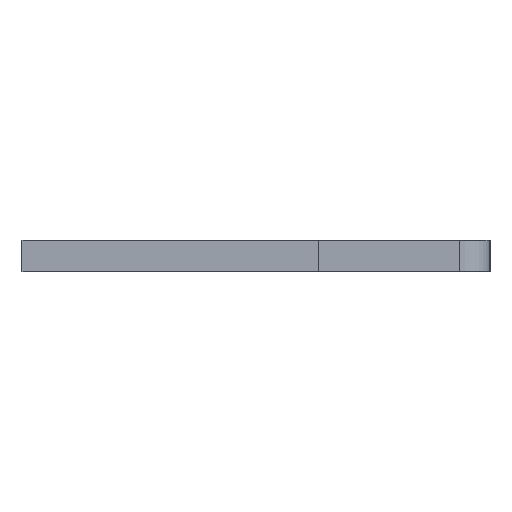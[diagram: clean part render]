
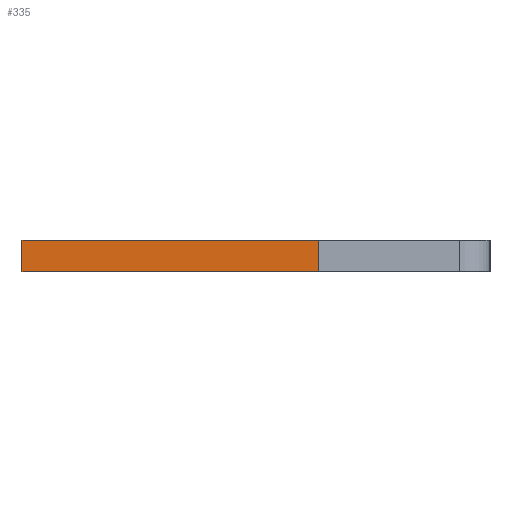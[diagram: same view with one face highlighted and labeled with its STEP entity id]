
A CAD part, left-side view. The second image highlights one B-rep face of the part: STEP entity #335.
In plain terms, the highlighted face is planar.
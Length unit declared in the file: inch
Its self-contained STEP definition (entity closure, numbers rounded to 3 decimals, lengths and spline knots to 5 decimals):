
#37 = EDGE_CURVE ( 'NONE', #510, #215, #638, .T. ) ;
#45 = ORIENTED_EDGE ( 'NONE', *, *, #594, .T. ) ;
#57 = VECTOR ( 'NONE', #944, 39.37008 ) ;
#61 = DIRECTION ( 'NONE',  ( 0., 1., 0. ) ) ;
#72 = VECTOR ( 'NONE', #61, 39.37008 ) ;
#73 = EDGE_CURVE ( 'NONE', #215, #692, #362, .T. ) ;
#102 = PLANE ( 'NONE',  #1214 ) ;
#106 = DIRECTION ( 'NONE',  ( 0., 1., 0. ) ) ;
#115 = ORIENTED_EDGE ( 'NONE', *, *, #37, .F. ) ;
#129 = CARTESIAN_POINT ( 'NONE',  ( 0.01, -0.04, -0.04 ) ) ;
#190 = DIRECTION ( 'NONE',  ( 1., 0., 0. ) ) ;
#215 = VERTEX_POINT ( 'NONE', #373 ) ;
#269 = CARTESIAN_POINT ( 'NONE',  ( 0.01, 0.15, -0.04 ) ) ;
#277 = CARTESIAN_POINT ( 'NONE',  ( 0.01, 0.15, -0.04 ) ) ;
#330 = CARTESIAN_POINT ( 'NONE',  ( -0.01, 0.15, -0.04 ) ) ;
#335 = ADVANCED_FACE ( 'NONE', ( #574 ), #102, .F. ) ;
#340 = CARTESIAN_POINT ( 'NONE',  ( -0.01, -0.04, -0.04 ) ) ;
#362 = LINE ( 'NONE', #277, #57 ) ;
#373 = CARTESIAN_POINT ( 'NONE',  ( 0.01, 0.15, -0.04 ) ) ;
#390 = DIRECTION ( 'NONE',  ( 0., 0., 1. ) ) ;
#398 = CARTESIAN_POINT ( 'NONE',  ( -0.01, 0.15, -0.04 ) ) ;
#432 = VECTOR ( 'NONE', #106, 39.37008 ) ;
#480 = EDGE_CURVE ( 'NONE', #1084, #692, #922, .T. ) ;
#510 = VERTEX_POINT ( 'NONE', #537 ) ;
#537 = CARTESIAN_POINT ( 'NONE',  ( 0.01, -0.04, -0.04 ) ) ;
#574 = FACE_OUTER_BOUND ( 'NONE', #832, .T. ) ;
#594 = EDGE_CURVE ( 'NONE', #510, #1084, #1225, .T. ) ;
#638 = LINE ( 'NONE', #269, #72 ) ;
#652 = ORIENTED_EDGE ( 'NONE', *, *, #480, .T. ) ;
#692 = VERTEX_POINT ( 'NONE', #330 ) ;
#832 = EDGE_LOOP ( 'NONE', ( #652, #1129, #115, #45 ) ) ;
#854 = CARTESIAN_POINT ( 'NONE',  ( 0.01, 0.15, -0.04 ) ) ;
#922 = LINE ( 'NONE', #398, #432 ) ;
#944 = DIRECTION ( 'NONE',  ( -1., 0., 0. ) ) ;
#969 = VECTOR ( 'NONE', #1061, 39.37008 ) ;
#1061 = DIRECTION ( 'NONE',  ( -1., 0., 0. ) ) ;
#1084 = VERTEX_POINT ( 'NONE', #340 ) ;
#1129 = ORIENTED_EDGE ( 'NONE', *, *, #73, .F. ) ;
#1214 = AXIS2_PLACEMENT_3D ( 'NONE', #854, #390, #190 ) ;
#1225 = LINE ( 'NONE', #129, #969 ) ;
